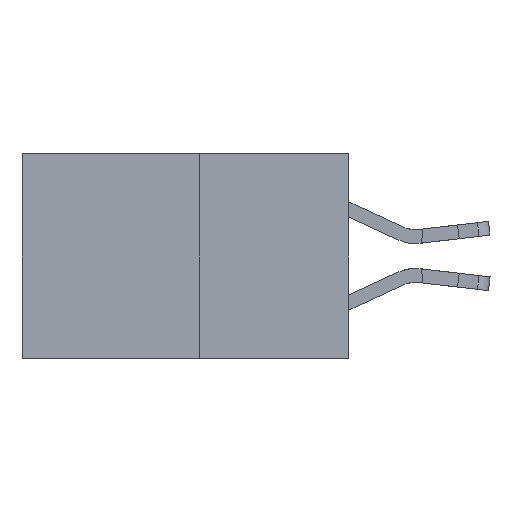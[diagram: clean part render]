
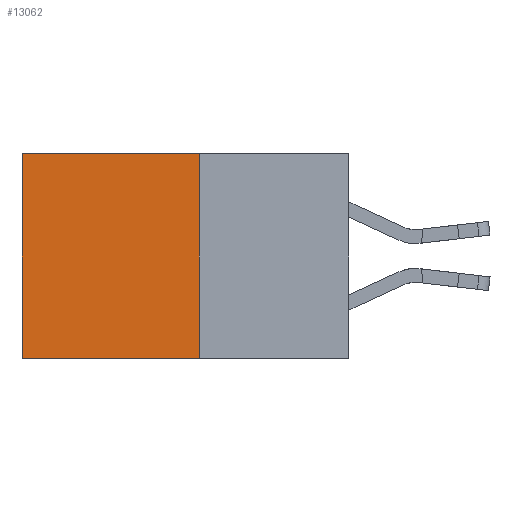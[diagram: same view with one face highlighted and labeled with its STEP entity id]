
A CAD part, left-side view. The second image highlights one B-rep face of the part: STEP entity #13062.
In plain terms, the highlighted planar face has unit normal (-1, 0, 0).
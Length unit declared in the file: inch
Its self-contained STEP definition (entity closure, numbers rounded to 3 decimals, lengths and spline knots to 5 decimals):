
#107 = EDGE_CURVE ( 'NONE', #16601, #4497, #8466, .T. ) ;
#474 = DIRECTION ( 'NONE',  ( 0., 1., 0. ) ) ;
#853 = LINE ( 'NONE', #17965, #14163 ) ;
#1457 = PLANE ( 'NONE',  #7360 ) ;
#2205 = VECTOR ( 'NONE', #7711, 39.37008 ) ;
#2402 = CARTESIAN_POINT ( 'NONE',  ( 0.277, 0.27, -0.37 ) ) ;
#3252 = DIRECTION ( 'NONE',  ( 0., 0., -1. ) ) ;
#4497 = VERTEX_POINT ( 'NONE', #9069 ) ;
#5570 = CARTESIAN_POINT ( 'NONE',  ( 0.277, 0.27, 0. ) ) ;
#5968 = ORIENTED_EDGE ( 'NONE', *, *, #8260, .F. ) ;
#6192 = ORIENTED_EDGE ( 'NONE', *, *, #12687, .T. ) ;
#6911 = LINE ( 'NONE', #2402, #2205 ) ;
#7360 = AXIS2_PLACEMENT_3D ( 'NONE', #13550, #13617, #3252 ) ;
#7711 = DIRECTION ( 'NONE',  ( 0., 0., -1. ) ) ;
#7933 = DIRECTION ( 'NONE',  ( 0., 1., 0. ) ) ;
#8260 = EDGE_CURVE ( 'NONE', #17520, #16601, #6911, .T. ) ;
#8466 = LINE ( 'NONE', #10555, #16956 ) ;
#9069 = CARTESIAN_POINT ( 'NONE',  ( 0.277, 0.59, -0.37 ) ) ;
#10238 = FACE_OUTER_BOUND ( 'NONE', #11126, .T. ) ;
#10555 = CARTESIAN_POINT ( 'NONE',  ( 0.277, 0.27, -0.37 ) ) ;
#10701 = CARTESIAN_POINT ( 'NONE',  ( 0.277, 0.27, -0.37 ) ) ;
#11126 = EDGE_LOOP ( 'NONE', ( #20665, #14770, #5968, #6192 ) ) ;
#12687 = EDGE_CURVE ( 'NONE', #17520, #16345, #18174, .T. ) ;
#13062 = ADVANCED_FACE ( 'NONE', ( #10238 ), #1457, .F. ) ;
#13550 = CARTESIAN_POINT ( 'NONE',  ( 0.277, 0.27, -0.37 ) ) ;
#13617 = DIRECTION ( 'NONE',  ( 1., 0., 0. ) ) ;
#14163 = VECTOR ( 'NONE', #19638, 39.37008 ) ;
#14770 = ORIENTED_EDGE ( 'NONE', *, *, #107, .F. ) ;
#16345 = VERTEX_POINT ( 'NONE', #20197 ) ;
#16601 = VERTEX_POINT ( 'NONE', #10701 ) ;
#16956 = VECTOR ( 'NONE', #7933, 39.37008 ) ;
#17520 = VERTEX_POINT ( 'NONE', #5570 ) ;
#17669 = CARTESIAN_POINT ( 'NONE',  ( 0.277, 0.27, 0. ) ) ;
#17965 = CARTESIAN_POINT ( 'NONE',  ( 0.277, 0.59, -0.37 ) ) ;
#18174 = LINE ( 'NONE', #17669, #21504 ) ;
#19638 = DIRECTION ( 'NONE',  ( 0., 0., -1. ) ) ;
#20197 = CARTESIAN_POINT ( 'NONE',  ( 0.277, 0.59, 0. ) ) ;
#20633 = EDGE_CURVE ( 'NONE', #16345, #4497, #853, .T. ) ;
#20665 = ORIENTED_EDGE ( 'NONE', *, *, #20633, .T. ) ;
#21504 = VECTOR ( 'NONE', #474, 39.37008 ) ;
